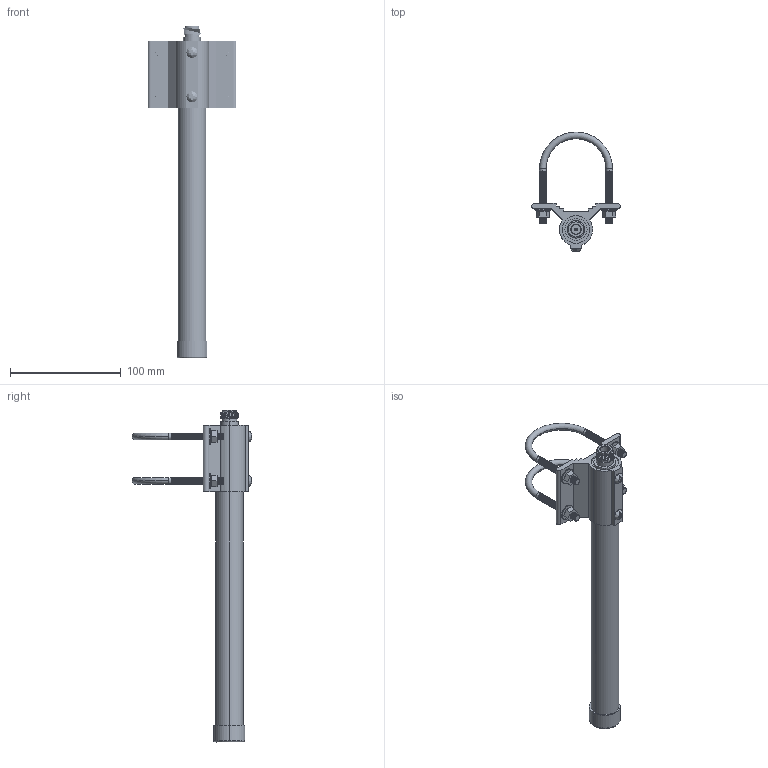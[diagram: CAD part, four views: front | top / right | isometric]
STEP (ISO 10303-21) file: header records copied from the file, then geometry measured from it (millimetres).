
FILE_DESCRIPTION (( 'STEP AP214' ), '1' );
FILE_NAME ('OMB.6960.B07F21.STEP', '2024-05-17T13:42:49', ( '' ), ( '' ), 'SwSTEP 2.0', 'SolidWorks 2022', '' );
FILE_SCHEMA (( 'AUTOMOTIVE_DESIGN' ));
Length unit declared in the file: millimetre
Products named in the file (1): OMB.6960.B07F21
Bounding box: 80 x 108.28 x 300 mm (x, y, z)
Volume: 193834.8 mm3; surface area: 50132.4 mm2
Topology: 3 solids, 5 shells, 1100 faces, 3460 edges, 2385 vertices
Faces by surface type: cylinder 749, bspline 188, plane 155, torus 6, cone 2
Entity records: 143800 total; most frequent: CARTESIAN_POINT 106884, ORIENTED_EDGE 6920, EDGE_CURVE 3460, DIRECTION 3086, VERTEX_POINT 2385, B_SPLINE_CURVE_WITH_KNOTS 2326, EDGE_LOOP 1147, FACE_OUTER_BOUND 1100
